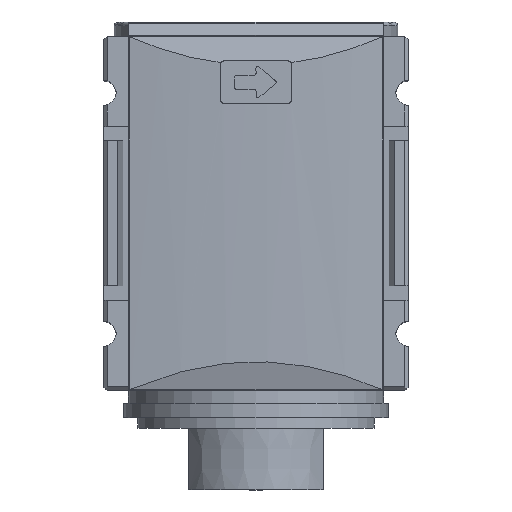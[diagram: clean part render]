
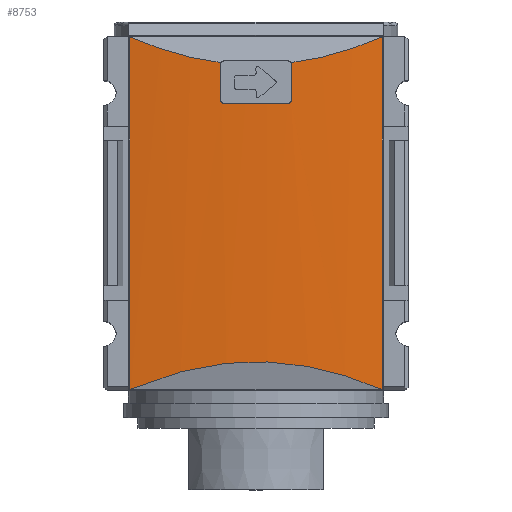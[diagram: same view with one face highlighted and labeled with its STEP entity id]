
A CAD part, top view. The second image highlights one B-rep face of the part: STEP entity #8753.
In plain terms, the highlighted cylindrical face has radius 150 mm (diameter 300 mm), a partial arc.
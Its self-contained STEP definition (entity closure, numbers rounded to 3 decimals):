
#39=CYLINDRICAL_SURFACE('',#9198,150.);
#151=ELLIPSE('',#9199,579.555,150.);
#152=ELLIPSE('',#9200,579.555,150.);
#153=ELLIPSE('',#9201,579.555,150.);
#467=LINE('',#12431,#1079);
#468=LINE('',#12445,#1080);
#469=LINE('',#12454,#1081);
#470=LINE('',#12468,#1082);
#1079=VECTOR('',#10270,1000.);
#1080=VECTOR('',#10273,1000.);
#1081=VECTOR('',#10276,1000.);
#1082=VECTOR('',#10279,1000.);
#1714=CIRCLE('',#9202,150.);
#2326=ORIENTED_EDGE('',*,*,#4135,.F.);
#2327=ORIENTED_EDGE('',*,*,#4136,.T.);
#2328=ORIENTED_EDGE('',*,*,#4137,.T.);
#2329=ORIENTED_EDGE('',*,*,#4138,.T.);
#2330=ORIENTED_EDGE('',*,*,#4139,.T.);
#2331=ORIENTED_EDGE('',*,*,#4140,.T.);
#2332=ORIENTED_EDGE('',*,*,#4141,.F.);
#2333=ORIENTED_EDGE('',*,*,#4142,.T.);
#2334=ORIENTED_EDGE('',*,*,#4143,.F.);
#2335=ORIENTED_EDGE('',*,*,#4144,.F.);
#2336=ORIENTED_EDGE('',*,*,#4145,.F.);
#2337=ORIENTED_EDGE('',*,*,#4146,.F.);
#2338=ORIENTED_EDGE('',*,*,#4147,.F.);
#2339=ORIENTED_EDGE('',*,*,#4148,.F.);
#4135=EDGE_CURVE('',#5002,#5003,#5354,.T.);
#4136=EDGE_CURVE('',#5002,#5004,#151,.T.);
#4137=EDGE_CURVE('',#5004,#5005,#467,.T.);
#4138=EDGE_CURVE('',#5005,#5006,#5355,.T.);
#4139=EDGE_CURVE('',#5006,#5007,#152,.T.);
#4140=EDGE_CURVE('',#5007,#5008,#5356,.T.);
#4141=EDGE_CURVE('',#5009,#5008,#468,.T.);
#4142=EDGE_CURVE('',#5009,#5010,#153,.T.);
#4143=EDGE_CURVE('',#5011,#5010,#5357,.T.);
#4144=EDGE_CURVE('',#5012,#5011,#469,.F.);
#4145=EDGE_CURVE('',#5013,#5012,#5358,.T.);
#4146=EDGE_CURVE('',#5014,#5013,#1714,.T.);
#4147=EDGE_CURVE('',#5015,#5014,#5359,.T.);
#4148=EDGE_CURVE('',#5003,#5015,#470,.T.);
#5002=VERTEX_POINT('',#12427);
#5003=VERTEX_POINT('',#12428);
#5004=VERTEX_POINT('',#12430);
#5005=VERTEX_POINT('',#12432);
#5006=VERTEX_POINT('',#12437);
#5007=VERTEX_POINT('',#12439);
#5008=VERTEX_POINT('',#12444);
#5009=VERTEX_POINT('',#12446);
#5010=VERTEX_POINT('',#12448);
#5011=VERTEX_POINT('',#12453);
#5012=VERTEX_POINT('',#12455);
#5013=VERTEX_POINT('',#12460);
#5014=VERTEX_POINT('',#12462);
#5015=VERTEX_POINT('',#12467);
#5354=B_SPLINE_CURVE_WITH_KNOTS('',3,(#12423,#12424,#12425,#12426),
 .UNSPECIFIED.,.F.,.F.,(4,4),(0.001,0.001),
 .UNSPECIFIED.);
#5355=B_SPLINE_CURVE_WITH_KNOTS('',3,(#12433,#12434,#12435,#12436),
 .UNSPECIFIED.,.F.,.F.,(4,4),(0.,0.),.UNSPECIFIED.);
#5356=B_SPLINE_CURVE_WITH_KNOTS('',3,(#12440,#12441,#12442,#12443),
 .UNSPECIFIED.,.F.,.F.,(4,4),(0.,0.),
 .UNSPECIFIED.);
#5357=B_SPLINE_CURVE_WITH_KNOTS('',3,(#12449,#12450,#12451,#12452),
 .UNSPECIFIED.,.F.,.F.,(4,4),(0.,0.),.UNSPECIFIED.);
#5358=B_SPLINE_CURVE_WITH_KNOTS('',3,(#12456,#12457,#12458,#12459),
 .UNSPECIFIED.,.F.,.F.,(4,4),(0.,0.001),.UNSPECIFIED.);
#5359=B_SPLINE_CURVE_WITH_KNOTS('',3,(#12463,#12464,#12465,#12466),
 .UNSPECIFIED.,.F.,.F.,(4,4),(0.,0.001),.UNSPECIFIED.);
#5463=EDGE_LOOP('',(#2326,#2327,#2328,#2329,#2330,#2331,#2332,#2333,#2334,
#2335,#2336,#2337,#2338,#2339));
#5865=FACE_BOUND('',#5463,.T.);
#8753=ADVANCED_FACE('',(#5865),#39,.T.);
#9198=AXIS2_PLACEMENT_3D('',#12422,#10266,#10267);
#9199=AXIS2_PLACEMENT_3D('',#12429,#10268,#10269);
#9200=AXIS2_PLACEMENT_3D('',#12438,#10271,#10272);
#9201=AXIS2_PLACEMENT_3D('',#12447,#10274,#10275);
#9202=AXIS2_PLACEMENT_3D('',#12461,#10277,#10278);
#10266=DIRECTION('',(0.,-1.,0.));
#10267=DIRECTION('',(0.,0.,-1.));
#10268=DIRECTION('',(0.,-0.259,-0.966));
#10269=DIRECTION('',(0.,-0.966,0.259));
#10270=DIRECTION('',(0.,-1.,0.));
#10271=DIRECTION('',(0.,0.259,-0.966));
#10272=DIRECTION('',(0.,-0.966,-0.259));
#10273=DIRECTION('',(0.,-1.,0.));
#10274=DIRECTION('',(0.,-0.259,-0.966));
#10275=DIRECTION('',(0.,-0.966,0.259));
#10276=DIRECTION('',(0.,-1.,0.));
#10277=DIRECTION('',(0.,1.,0.));
#10278=DIRECTION('',(0.,0.,1.));
#10279=DIRECTION('',(0.,-1.,0.));
#12422=CARTESIAN_POINT('',(0.,52.,-125.916));
#12423=CARTESIAN_POINT('',(-4.929,46.256,24.003));
#12424=CARTESIAN_POINT('',(-4.975,46.179,24.001));
#12425=CARTESIAN_POINT('',(-5.,46.09,24.001));
#12426=CARTESIAN_POINT('',(-5.,46.,24.001));
#12427=CARTESIAN_POINT('',(-4.929,46.256,24.003));
#12428=CARTESIAN_POINT('',(-5.,46.,24.001));
#12429=CARTESIAN_POINT('',(0.,605.762,-125.916));
#12430=CARTESIAN_POINT('',(-17.824,49.92,23.021));
#12431=CARTESIAN_POINT('',(-17.824,52.,23.021));
#12432=CARTESIAN_POINT('',(-17.824,0.103,23.021));
#12433=CARTESIAN_POINT('',(-17.824,0.103,23.021));
#12434=CARTESIAN_POINT('',(-17.771,0.114,23.028));
#12435=CARTESIAN_POINT('',(-17.719,0.126,23.034));
#12436=CARTESIAN_POINT('',(-17.669,0.148,23.04));
#12437=CARTESIAN_POINT('',(-17.669,0.148,23.04));
#12438=CARTESIAN_POINT('',(0.,-555.762,-125.916));
#12439=CARTESIAN_POINT('',(17.669,0.148,23.04));
#12440=CARTESIAN_POINT('',(17.669,0.148,23.04));
#12441=CARTESIAN_POINT('',(17.719,0.126,23.034));
#12442=CARTESIAN_POINT('',(17.771,0.114,23.028));
#12443=CARTESIAN_POINT('',(17.824,0.103,23.021));
#12444=CARTESIAN_POINT('',(17.824,0.103,23.021));
#12445=CARTESIAN_POINT('',(17.824,52.,23.021));
#12446=CARTESIAN_POINT('',(17.824,49.92,23.021));
#12447=CARTESIAN_POINT('',(0.,605.762,-125.916));
#12448=CARTESIAN_POINT('',(4.929,46.256,24.003));
#12449=CARTESIAN_POINT('',(5.,46.,24.001));
#12450=CARTESIAN_POINT('',(5.,46.091,24.001));
#12451=CARTESIAN_POINT('',(4.975,46.18,24.001));
#12452=CARTESIAN_POINT('',(4.929,46.256,24.003));
#12453=CARTESIAN_POINT('',(5.,46.,24.001));
#12454=CARTESIAN_POINT('',(5.,52.,24.001));
#12455=CARTESIAN_POINT('',(5.,41.,24.001));
#12456=CARTESIAN_POINT('',(4.5,40.5,24.016));
#12457=CARTESIAN_POINT('',(4.764,40.5,24.009));
#12458=CARTESIAN_POINT('',(5.,40.736,24.001));
#12459=CARTESIAN_POINT('',(5.,41.,24.001));
#12460=CARTESIAN_POINT('',(4.5,40.5,24.016));
#12461=CARTESIAN_POINT('',(0.,40.5,-125.916));
#12462=CARTESIAN_POINT('',(-4.5,40.5,24.016));
#12463=CARTESIAN_POINT('',(-5.,41.,24.001));
#12464=CARTESIAN_POINT('',(-5.,40.736,24.001));
#12465=CARTESIAN_POINT('',(-4.764,40.5,24.009));
#12466=CARTESIAN_POINT('',(-4.5,40.5,24.016));
#12467=CARTESIAN_POINT('',(-5.,41.,24.001));
#12468=CARTESIAN_POINT('',(-5.,52.,24.001));
